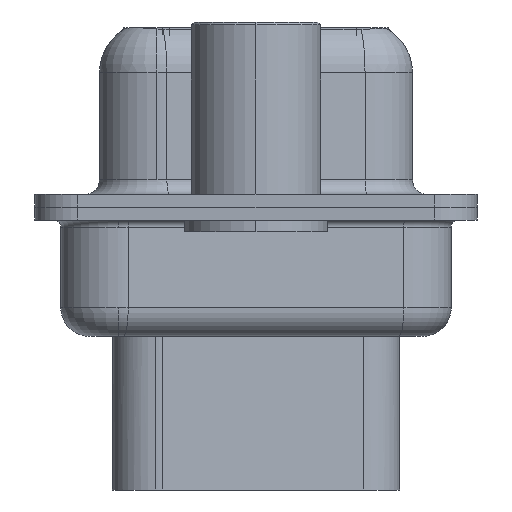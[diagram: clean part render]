
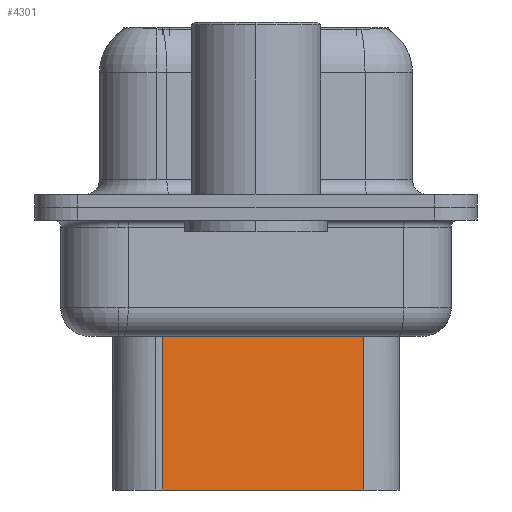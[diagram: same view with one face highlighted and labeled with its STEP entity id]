
A CAD part, left-side view. The second image highlights one B-rep face of the part: STEP entity #4301.
In plain terms, the highlighted planar face has unit normal (-0.985, -0.174, 0).
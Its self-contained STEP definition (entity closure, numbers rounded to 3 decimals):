
#367 = AXIS2_PLACEMENT_3D ( 'NONE', #28120, #36850, #18599 ) ;
#3819 = ORIENTED_EDGE ( 'NONE', *, *, #22527, .T. ) ;
#3936 = VECTOR ( 'NONE', #32197, 1000. ) ;
#4301 = ADVANCED_FACE ( 'NONE', ( #27357 ), #19369, .T. ) ;
#4953 = VERTEX_POINT ( 'NONE', #9251 ) ;
#5513 = CARTESIAN_POINT ( 'NONE',  ( 4.453, 4.209, -3.975 ) ) ;
#6310 = VERTEX_POINT ( 'NONE', #31209 ) ;
#7406 = VECTOR ( 'NONE', #9324, 1000. ) ;
#7742 = CARTESIAN_POINT ( 'NONE',  ( 4.624, 3.24, -9.85 ) ) ;
#9251 = CARTESIAN_POINT ( 'NONE',  ( 5.858, -3.76, -9.85 ) ) ;
#9324 = DIRECTION ( 'NONE',  ( 0., 0., -1. ) ) ;
#10649 = LINE ( 'NONE', #7742, #17471 ) ;
#13750 = CARTESIAN_POINT ( 'NONE',  ( 4.624, 3.24, -3.1 ) ) ;
#13964 = DIRECTION ( 'NONE',  ( -0.174, 0.985, 0. ) ) ;
#14191 = ORIENTED_EDGE ( 'NONE', *, *, #21101, .T. ) ;
#15601 = EDGE_LOOP ( 'NONE', ( #24873, #3819, #14191, #34648 ) ) ;
#15627 = EDGE_CURVE ( 'NONE', #4953, #28553, #10649, .T. ) ;
#16150 = CARTESIAN_POINT ( 'NONE',  ( 5.858, -3.76, -3.975 ) ) ;
#17471 = VECTOR ( 'NONE', #13964, 1000. ) ;
#18473 = LINE ( 'NONE', #30310, #7406 ) ;
#18599 = DIRECTION ( 'NONE',  ( 0.174, -0.985, 0. ) ) ;
#19369 = PLANE ( 'NONE',  #367 ) ;
#20132 = DIRECTION ( 'NONE',  ( -0.174, 0.985, 0. ) ) ;
#21101 = EDGE_CURVE ( 'NONE', #6310, #28553, #22512, .T. ) ;
#22512 = LINE ( 'NONE', #13750, #3936 ) ;
#22527 = EDGE_CURVE ( 'NONE', #34287, #6310, #34303, .T. ) ;
#24873 = ORIENTED_EDGE ( 'NONE', *, *, #37107, .F. ) ;
#26337 = CARTESIAN_POINT ( 'NONE',  ( 4.624, 3.24, -9.85 ) ) ;
#27357 = FACE_OUTER_BOUND ( 'NONE', #15601, .T. ) ;
#28120 = CARTESIAN_POINT ( 'NONE',  ( 4.624, 3.24, -3.1 ) ) ;
#28553 = VERTEX_POINT ( 'NONE', #26337 ) ;
#30310 = CARTESIAN_POINT ( 'NONE',  ( 5.858, -3.76, -3.1 ) ) ;
#31209 = CARTESIAN_POINT ( 'NONE',  ( 4.624, 3.24, -3.975 ) ) ;
#32197 = DIRECTION ( 'NONE',  ( 0., 0., -1. ) ) ;
#34287 = VERTEX_POINT ( 'NONE', #16150 ) ;
#34303 = LINE ( 'NONE', #5513, #34373 ) ;
#34373 = VECTOR ( 'NONE', #20132, 1000. ) ;
#34648 = ORIENTED_EDGE ( 'NONE', *, *, #15627, .F. ) ;
#36850 = DIRECTION ( 'NONE',  ( -0.985, -0.174, 0. ) ) ;
#37107 = EDGE_CURVE ( 'NONE', #34287, #4953, #18473, .T. ) ;
